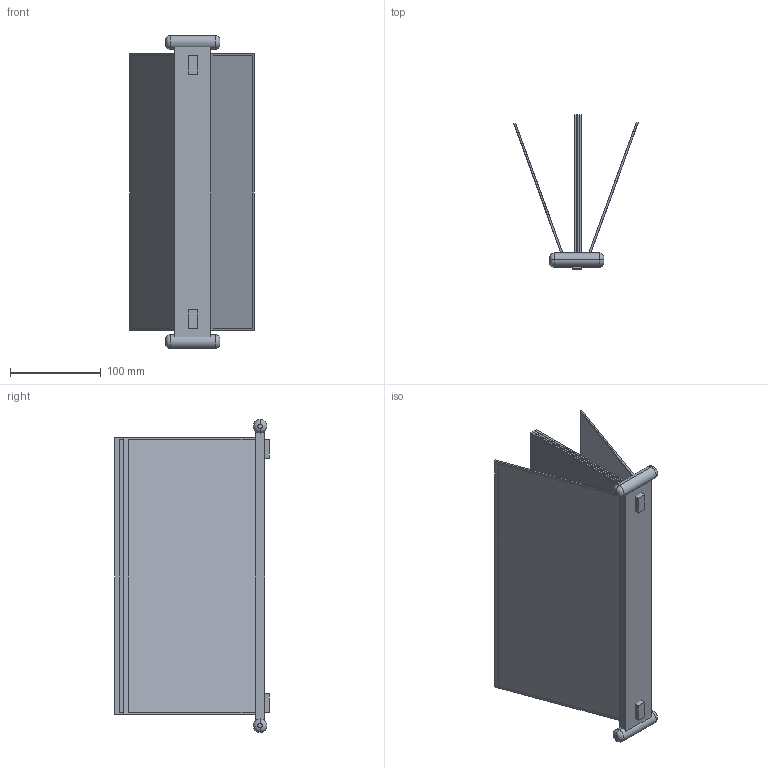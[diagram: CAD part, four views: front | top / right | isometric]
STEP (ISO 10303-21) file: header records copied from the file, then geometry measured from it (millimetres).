
FILE_DESCRIPTION (( 'STEP AP214' ), '1' );
FILE_NAME ('65500401', '2019-01-31T12:06:44', ( '' ), ('JUGARD+KÜNSTNER GmbH'), 'SwSTEP 2.0', 'SolidWorks 2017', '' );
FILE_SCHEMA (( 'AUTOMOTIVE_DESIGN' ));
Length unit declared in the file: millimetre
Products named in the file (21): Kopie von Drehzapfentafel^65500401; Kopie von Drehzapfentafel_5^65500401; Kopie von Bauteil146_6^Kopie von Drehzapfentafel_4_65500401; Kopie von 6550040^Kopie von Drehzapfentafel_65500401; Kopie von 6550060^65500401; Kopie von Bauteil146_9^Kopie von Drehzapfentafel_5_65500401; Kopie von 6550015^65500401; Kopie von Bauteil146_8^Kopie von Drehzapfentafel_5_65500401; 65500401_CNAJF00; Kopie von Drehzapfentafel_3^65500401; Kopie von Drehzapfentafel_4^65500401; Kopie von Drehzapfentafel_2^65500401; Kopie von Bauteil146_3^Kopie von Drehzapfentafel_2_65500401; Kopie von Bauteil146_5^Kopie von Drehzapfentafel_3_65500401; Kopie von 6550060_2^65500401; Kopie von Bauteil146_2^Kopie von Drehzapfentafel_2_65500401; Kopie von 6550015_2^65500401; Kopie von 6550065^65500401; Kopie von Bauteil146_7^Kopie von Drehzapfentafel_4_65500401; Kopie von Bauteil146^Kopie von Drehzapfentafel_65500401; Kopie von Bauteil146_4^Kopie von Drehzapfentafel_3_65500401
Assembly tree (20 placements, depth 3):
  65500401_CNAJF00
    Kopie von 6550065^65500401
    Kopie von 6550015^65500401
    Kopie von 6550015_2^65500401
    Kopie von 6550060^65500401
    Kopie von 6550060_2^65500401
    Kopie von Drehzapfentafel^65500401
      Kopie von 6550040^Kopie von Drehzapfentafel_65500401
      Kopie von Bauteil146^Kopie von Drehzapfentafel_65500401
    Kopie von Drehzapfentafel_2^65500401
      Kopie von Bauteil146_2^Kopie von Drehzapfentafel_2_65500401
      Kopie von Bauteil146_3^Kopie von Drehzapfentafel_2_65500401
    Kopie von Drehzapfentafel_3^65500401
      Kopie von Bauteil146_4^Kopie von Drehzapfentafel_3_65500401
      Kopie von Bauteil146_5^Kopie von Drehzapfentafel_3_65500401
    Kopie von Drehzapfentafel_4^65500401
      Kopie von Bauteil146_6^Kopie von Drehzapfentafel_4_65500401
      Kopie von Bauteil146_7^Kopie von Drehzapfentafel_4_65500401
    Kopie von Drehzapfentafel_5^65500401
      Kopie von Bauteil146_8^Kopie von Drehzapfentafel_5_65500401
      Kopie von Bauteil146_9^Kopie von Drehzapfentafel_5_65500401
Bounding box: 136.71 x 170 x 345 mm (x, y, z)
Volume: 593836 mm3; surface area: 559411.8 mm2
Topology: 15 solids, 15 shells, 119 faces, 256 edges, 168 vertices
Faces by surface type: plane 107, torus 8, cylinder 4
Entity records: 4908 total; most frequent: CARTESIAN_POINT 1501, DIRECTION 558, ORIENTED_EDGE 512, EDGE_CURVE 256, LINE 232, VECTOR 232, VERTEX_POINT 168, AXIS2_PLACEMENT_3D 163
